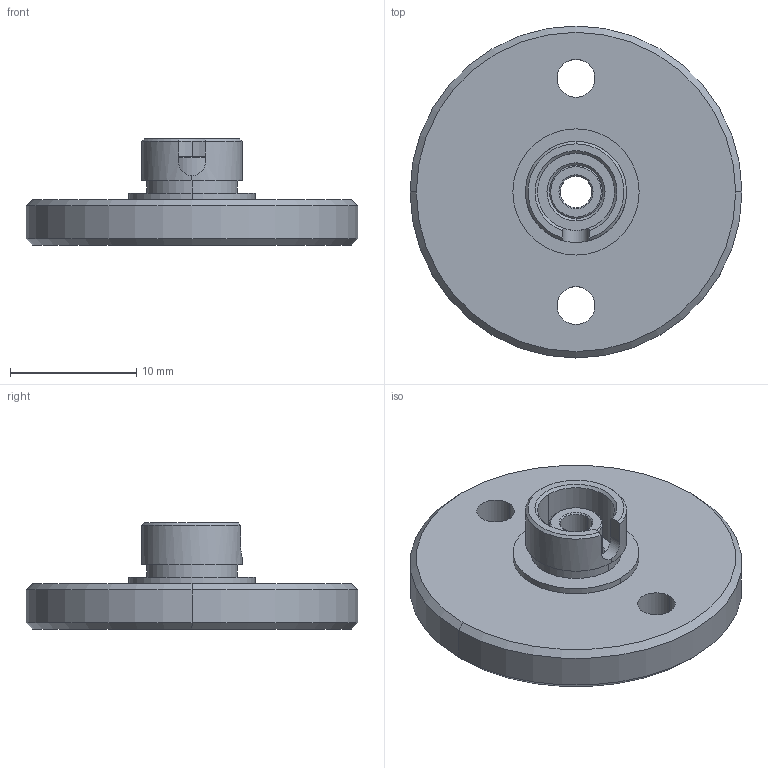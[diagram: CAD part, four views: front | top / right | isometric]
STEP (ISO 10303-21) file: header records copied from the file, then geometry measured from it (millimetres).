
FILE_DESCRIPTION (( 'STEP AP203' ), '1' );
FILE_NAME ('GCT-080225 俋倛芞.STEP', '2018-04-10T03:53:42', ( 'china' ), ( 'china' ), 'SwSTEP 2.0', 'SolidWorks 2015', '' );
FILE_SCHEMA (( 'CONFIG_CONTROL_DESIGN' ));
Length unit declared in the file: millimetre
Products named in the file (1): GCT-080225 俋倛芞
Bounding box: 26.29 x 26.29 x 8.4 mm (x, y, z)
Surface area: 1835.5 mm2 (no closed solid volume)
Topology: 0 solids, 5 shells, 52 faces, 122 edges, 77 vertices
Faces by surface type: cylinder 21, cone 21, plane 10
Entity records: 1622 total; most frequent: CARTESIAN_POINT 300, DIRECTION 287, ORIENTED_EDGE 232, EDGE_CURVE 122, AXIS2_PLACEMENT_3D 120, VERTEX_POINT 77, CIRCLE 67, EDGE_LOOP 63
